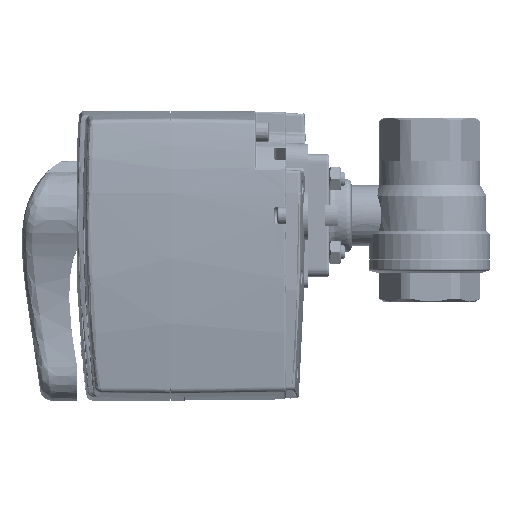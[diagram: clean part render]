
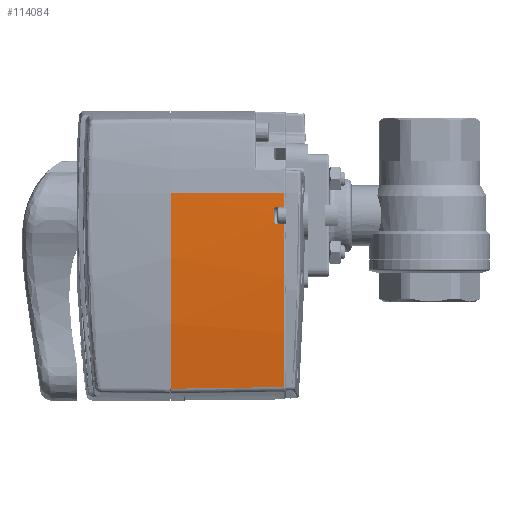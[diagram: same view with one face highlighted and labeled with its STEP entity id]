
A CAD part, left-side view. The second image highlights one B-rep face of the part: STEP entity #114084.
In plain terms, the highlighted conical face has half-angle 1 degrees and reference radius 357.5 mm.
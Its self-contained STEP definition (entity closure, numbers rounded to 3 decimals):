
#843=CONICAL_SURFACE('',#135343,357.5,0.017);
#5802=CIRCLE('',#132815,357.5);
#5880=CIRCLE('',#132925,356.81);
#5884=CIRCLE('',#132933,356.81);
#7038=CIRCLE('',#135344,356.872);
#11161=LINE('',#190232,#17185);
#11899=LINE('',#210956,#17923);
#11901=LINE('',#210961,#17925);
#17185=VECTOR('',#146476,1000.);
#17923=VECTOR('',#152162,1000.);
#17925=VECTOR('',#152170,1000.);
#32288=ORIENTED_EDGE('',*,*,#64304,.T.);
#32289=ORIENTED_EDGE('',*,*,#61120,.F.);
#32290=ORIENTED_EDGE('',*,*,#64302,.T.);
#32291=ORIENTED_EDGE('',*,*,#60934,.F.);
#32292=ORIENTED_EDGE('',*,*,#60882,.F.);
#32293=ORIENTED_EDGE('',*,*,#60792,.T.);
#32294=ORIENTED_EDGE('',*,*,#60876,.F.);
#32295=ORIENTED_EDGE('',*,*,#60943,.F.);
#32296=ORIENTED_EDGE('',*,*,#64305,.T.);
#32297=ORIENTED_EDGE('',*,*,#61122,.F.);
#60792=EDGE_CURVE('',#78364,#78363,#5802,.T.);
#60876=EDGE_CURVE('',#78437,#78363,#88760,.T.);
#60882=EDGE_CURVE('',#78364,#78439,#11161,.T.);
#60934=EDGE_CURVE('',#78439,#78471,#5880,.T.);
#60943=EDGE_CURVE('',#78475,#78437,#5884,.T.);
#61120=EDGE_CURVE('',#78570,#78567,#88816,.T.);
#61122=EDGE_CURVE('',#78572,#78573,#88817,.T.);
#64302=EDGE_CURVE('',#78570,#78471,#11899,.T.);
#64304=EDGE_CURVE('',#78572,#78567,#7038,.T.);
#64305=EDGE_CURVE('',#78475,#78573,#11901,.T.);
#78363=VERTEX_POINT('',#189912);
#78364=VERTEX_POINT('',#189914);
#78437=VERTEX_POINT('',#190206);
#78439=VERTEX_POINT('',#190214);
#78471=VERTEX_POINT('',#190399);
#78475=VERTEX_POINT('',#190434);
#78567=VERTEX_POINT('',#191076);
#78570=VERTEX_POINT('',#191081);
#78572=VERTEX_POINT('',#191092);
#78573=VERTEX_POINT('',#191099);
#88760=B_SPLINE_CURVE_WITH_KNOTS('',3,(#190207,#190208,#190209,#190210),
 .UNSPECIFIED.,.F.,.F.,(4,4),(0.,1.),.UNSPECIFIED.);
#88816=B_SPLINE_CURVE_WITH_KNOTS('',3,(#191082,#191083,#191084,#191085,
#191086,#191087,#191088),.UNSPECIFIED.,.F.,.F.,(4,1,1,1,4),(0.,0.25,0.5,
0.75,1.),.UNSPECIFIED.);
#88817=B_SPLINE_CURVE_WITH_KNOTS('',3,(#191093,#191094,#191095,#191096,
#191097,#191098),.UNSPECIFIED.,.F.,.F.,(4,1,1,4),(0.,0.5,0.75,1.),
 .UNSPECIFIED.);
#96622=EDGE_LOOP('',(#32288,#32289,#32290,#32291,#32292,#32293,#32294,#32295,
#32296,#32297));
#104412=FACE_BOUND('',#96622,.T.);
#114084=ADVANCED_FACE('',(#104412),#843,.T.);
#132815=AXIS2_PLACEMENT_3D('',#189913,#146352,#146353);
#132925=AXIS2_PLACEMENT_3D('',#190398,#146594,#146595);
#132933=AXIS2_PLACEMENT_3D('',#190435,#146612,#146613);
#135343=AXIS2_PLACEMENT_3D('',#210959,#152166,#152167);
#135344=AXIS2_PLACEMENT_3D('',#210960,#152168,#152169);
#146352=DIRECTION('',(0.,0.,1.));
#146353=DIRECTION('',(0.988,0.157,0.));
#146476=DIRECTION('',(-0.017,0.001,1.));
#146594=DIRECTION('',(0.,0.,1.));
#146595=DIRECTION('',(0.998,0.058,0.));
#146612=DIRECTION('',(0.,0.,1.));
#146613=DIRECTION('',(0.998,0.058,0.));
#152162=DIRECTION('',(-0.018,-0.009,1.));
#152166=DIRECTION('',(0.,0.,-1.));
#152167=DIRECTION('',(0.988,0.157,0.));
#152168=DIRECTION('',(0.,0.,-1.));
#152169=DIRECTION('',(0.988,0.157,0.));
#152170=DIRECTION('',(0.017,-0.009,-1.));
#189912=CARTESIAN_POINT('',(37.725,46.058,-37.));
#189913=CARTESIAN_POINT('',(-315.545,-8.776,-37.));
#189914=CARTESIAN_POINT('',(41.712,-21.954,-37.));
#190206=CARTESIAN_POINT('',(37.12,45.454,2.509));
#190207=CARTESIAN_POINT('',(37.12,45.454,2.509));
#190208=CARTESIAN_POINT('',(37.321,45.655,-10.661));
#190209=CARTESIAN_POINT('',(37.523,45.856,-23.83));
#190210=CARTESIAN_POINT('',(37.724,46.057,-37.));
#190214=CARTESIAN_POINT('',(41.023,-21.929,2.509));
#190232=CARTESIAN_POINT('',(41.067,-21.93,-0.006));
#190398=CARTESIAN_POINT('',(-315.545,-8.776,2.509));
#190399=CARTESIAN_POINT('',(41.17,-17.031,2.509));
#190434=CARTESIAN_POINT('',(41.259,-10.969,2.509));
#190435=CARTESIAN_POINT('',(-315.545,-8.776,2.509));
#191076=CARTESIAN_POINT('',(41.249,-16.207,-1.));
#191081=CARTESIAN_POINT('',(41.218,-17.007,-0.207));
#191082=CARTESIAN_POINT('',(41.218,-17.007,-0.207));
#191083=CARTESIAN_POINT('',(41.219,-17.006,-0.284));
#191084=CARTESIAN_POINT('',(41.223,-16.984,-0.465));
#191085=CARTESIAN_POINT('',(41.233,-16.801,-0.788));
#191086=CARTESIAN_POINT('',(41.244,-16.434,-0.994));
#191087=CARTESIAN_POINT('',(41.248,-16.27,-1.));
#191088=CARTESIAN_POINT('',(41.249,-16.207,-1.));
#191092=CARTESIAN_POINT('',(41.314,-11.793,-1.));
#191093=CARTESIAN_POINT('',(41.314,-11.793,-1.));
#191094=CARTESIAN_POINT('',(41.316,-11.587,-1.));
#191095=CARTESIAN_POINT('',(41.316,-11.263,-0.851));
#191096=CARTESIAN_POINT('',(41.312,-11.055,-0.553));
#191097=CARTESIAN_POINT('',(41.308,-10.994,-0.328));
#191098=CARTESIAN_POINT('',(41.306,-10.993,-0.207));
#191099=CARTESIAN_POINT('',(41.306,-10.993,-0.207));
#210956=CARTESIAN_POINT('',(41.194,-17.019,1.153));
#210959=CARTESIAN_POINT('',(-315.545,-8.776,-37.));
#210960=CARTESIAN_POINT('',(-315.545,-8.776,-1.));
#210961=CARTESIAN_POINT('',(41.282,-10.981,1.153));
